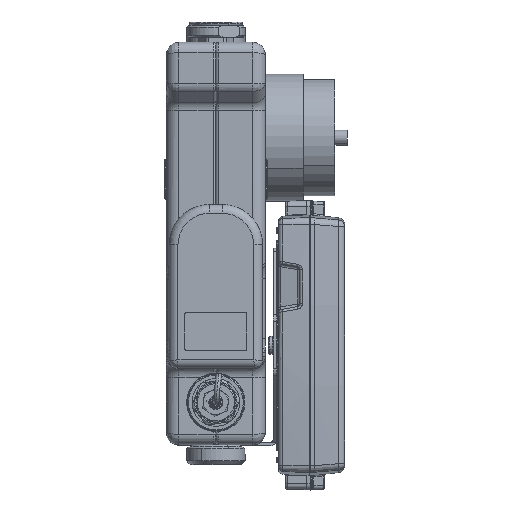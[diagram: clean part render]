
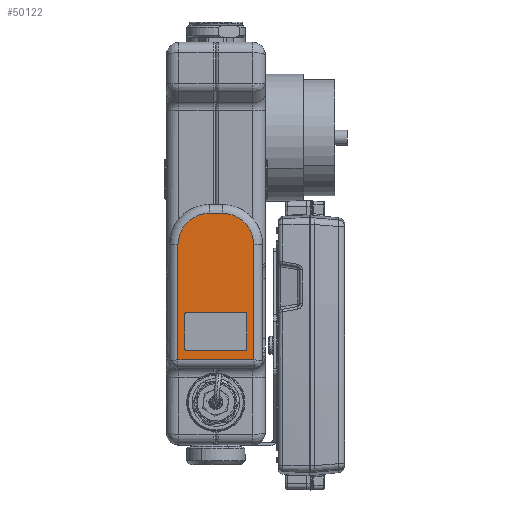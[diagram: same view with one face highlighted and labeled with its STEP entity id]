
A CAD part, top view. The second image highlights one B-rep face of the part: STEP entity #50122.
In plain terms, the highlighted planar face has unit normal (0, 0, 1).
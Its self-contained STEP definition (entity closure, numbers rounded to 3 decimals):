
#46868=CARTESIAN_POINT('Vertex',(504.411,62.07,90.9)) ;
#46878=CARTESIAN_POINT('Vertex',(547.311,62.07,90.9)) ;
#46881=CARTESIAN_POINT('Line Origine',(525.861,62.07,90.9)) ;
#47033=CARTESIAN_POINT('Line Origine',(504.411,103.52,90.9)) ;
#47037=CARTESIAN_POINT('Vertex',(504.411,127.22,90.9)) ;
#47057=CARTESIAN_POINT('Axis2P3D Location',(522.161,127.22,90.9)) ;
#47061=CARTESIAN_POINT('Vertex',(522.161,144.97,90.9)) ;
#47081=CARTESIAN_POINT('Line Origine',(525.861,144.97,90.9)) ;
#47085=CARTESIAN_POINT('Vertex',(529.561,144.97,90.9)) ;
#47105=CARTESIAN_POINT('Axis2P3D Location',(529.561,127.22,90.9)) ;
#47109=CARTESIAN_POINT('Vertex',(547.311,127.22,90.9)) ;
#47129=CARTESIAN_POINT('Line Origine',(547.311,103.52,90.9)) ;
#50043=CARTESIAN_POINT('Axis2P3D Location',(525.861,91.02,90.9)) ;
#50056=CARTESIAN_POINT('Line Origine',(525.861,89.07,90.9)) ;
#50060=CARTESIAN_POINT('Vertex',(542.361,89.07,90.9)) ;
#50062=CARTESIAN_POINT('Vertex',(509.361,89.07,90.9)) ;
#50065=CARTESIAN_POINT('Axis2P3D Location',(542.361,88.07,90.9)) ;
#50069=CARTESIAN_POINT('Vertex',(543.361,88.07,90.9)) ;
#50072=CARTESIAN_POINT('Line Origine',(543.361,78.07,90.9)) ;
#50076=CARTESIAN_POINT('Vertex',(543.361,68.07,90.9)) ;
#50079=CARTESIAN_POINT('Axis2P3D Location',(542.361,68.07,90.9)) ;
#50083=CARTESIAN_POINT('Vertex',(542.361,67.07,90.9)) ;
#50086=CARTESIAN_POINT('Line Origine',(525.861,67.07,90.9)) ;
#50090=CARTESIAN_POINT('Vertex',(509.361,67.07,90.9)) ;
#50093=CARTESIAN_POINT('Axis2P3D Location',(509.361,68.07,90.9)) ;
#50097=CARTESIAN_POINT('Vertex',(508.361,68.07,90.9)) ;
#50100=CARTESIAN_POINT('Line Origine',(508.361,78.07,90.9)) ;
#50104=CARTESIAN_POINT('Vertex',(508.361,88.07,90.9)) ;
#50107=CARTESIAN_POINT('Axis2P3D Location',(509.361,88.07,90.9)) ;
#46882=DIRECTION('Vector Direction',(1.,0.,0.)) ;
#47034=DIRECTION('Vector Direction',(0.,-1.,0.)) ;
#47058=DIRECTION('Axis2P3D Direction',(-0.,0.,-1.)) ;
#47082=DIRECTION('Vector Direction',(1.,0.,0.)) ;
#47106=DIRECTION('Axis2P3D Direction',(0.,0.,-1.)) ;
#47130=DIRECTION('Vector Direction',(0.,-1.,0.)) ;
#50044=DIRECTION('Axis2P3D Direction',(0.,0.,-1.)) ;
#50045=DIRECTION('Axis2P3D XDirection',(1.,0.,0.)) ;
#50057=DIRECTION('Vector Direction',(1.,0.,0.)) ;
#50066=DIRECTION('Axis2P3D Direction',(0.,0.,-1.)) ;
#50073=DIRECTION('Vector Direction',(0.,1.,0.)) ;
#50080=DIRECTION('Axis2P3D Direction',(0.,0.,-1.)) ;
#50087=DIRECTION('Vector Direction',(-1.,0.,0.)) ;
#50094=DIRECTION('Axis2P3D Direction',(0.,0.,-1.)) ;
#50101=DIRECTION('Vector Direction',(0.,-1.,0.)) ;
#50108=DIRECTION('Axis2P3D Direction',(0.,0.,-1.)) ;
#47059=AXIS2_PLACEMENT_3D('Circle Axis2P3D',#47057,#47058,$) ;
#47107=AXIS2_PLACEMENT_3D('Circle Axis2P3D',#47105,#47106,$) ;
#50046=AXIS2_PLACEMENT_3D('Plane Axis2P3D',#50043,#50044,#50045) ;
#50067=AXIS2_PLACEMENT_3D('Circle Axis2P3D',#50065,#50066,$) ;
#50081=AXIS2_PLACEMENT_3D('Circle Axis2P3D',#50079,#50080,$) ;
#50095=AXIS2_PLACEMENT_3D('Circle Axis2P3D',#50093,#50094,$) ;
#50109=AXIS2_PLACEMENT_3D('Circle Axis2P3D',#50107,#50108,$) ;
#50049=ORIENTED_EDGE('',*,*,#46885,.F.) ;
#50050=ORIENTED_EDGE('',*,*,#47133,.F.) ;
#50051=ORIENTED_EDGE('',*,*,#47111,.F.) ;
#50052=ORIENTED_EDGE('',*,*,#47087,.F.) ;
#50053=ORIENTED_EDGE('',*,*,#47063,.F.) ;
#50054=ORIENTED_EDGE('',*,*,#47039,.F.) ;
#50113=ORIENTED_EDGE('',*,*,#50064,.F.) ;
#50114=ORIENTED_EDGE('',*,*,#50071,.T.) ;
#50115=ORIENTED_EDGE('',*,*,#50078,.F.) ;
#50116=ORIENTED_EDGE('',*,*,#50085,.T.) ;
#50117=ORIENTED_EDGE('',*,*,#50092,.F.) ;
#50118=ORIENTED_EDGE('',*,*,#50099,.T.) ;
#50119=ORIENTED_EDGE('',*,*,#50106,.F.) ;
#50120=ORIENTED_EDGE('',*,*,#50111,.T.) ;
#50121=FACE_BOUND('',#50112,.T.) ;
#46883=VECTOR('Line Direction',#46882,1.) ;
#47035=VECTOR('Line Direction',#47034,1.) ;
#47083=VECTOR('Line Direction',#47082,1.) ;
#47131=VECTOR('Line Direction',#47130,1.) ;
#50058=VECTOR('Line Direction',#50057,1.) ;
#50074=VECTOR('Line Direction',#50073,1.) ;
#50088=VECTOR('Line Direction',#50087,1.) ;
#50102=VECTOR('Line Direction',#50101,1.) ;
#50122=ADVANCED_FACE('PartBody',(#50055,#50121),#50047,.F.) ;
#47060=CIRCLE('generated circle',#47059,17.75) ;
#47108=CIRCLE('generated circle',#47107,17.75) ;
#50068=CIRCLE('generated circle',#50067,1.) ;
#50082=CIRCLE('generated circle',#50081,1.) ;
#50096=CIRCLE('generated circle',#50095,1.) ;
#50110=CIRCLE('generated circle',#50109,1.) ;
#46885=EDGE_CURVE('',#46879,#46869,#46884,.F.) ;
#47039=EDGE_CURVE('',#46869,#47038,#47036,.F.) ;
#47063=EDGE_CURVE('',#47038,#47062,#47060,.T.) ;
#47087=EDGE_CURVE('',#47062,#47086,#47084,.T.) ;
#47111=EDGE_CURVE('',#47086,#47110,#47108,.T.) ;
#47133=EDGE_CURVE('',#47110,#46879,#47132,.T.) ;
#50064=EDGE_CURVE('',#50061,#50063,#50059,.F.) ;
#50071=EDGE_CURVE('',#50061,#50070,#50068,.T.) ;
#50078=EDGE_CURVE('',#50077,#50070,#50075,.T.) ;
#50085=EDGE_CURVE('',#50077,#50084,#50082,.T.) ;
#50092=EDGE_CURVE('',#50091,#50084,#50089,.F.) ;
#50099=EDGE_CURVE('',#50091,#50098,#50096,.T.) ;
#50106=EDGE_CURVE('',#50105,#50098,#50103,.T.) ;
#50111=EDGE_CURVE('',#50105,#50063,#50110,.T.) ;
#50048=EDGE_LOOP('',(#50049,#50050,#50051,#50052,#50053,#50054)) ;
#50112=EDGE_LOOP('',(#50113,#50114,#50115,#50116,#50117,#50118,#50119,#50120)) ;
#50055=FACE_OUTER_BOUND('',#50048,.T.) ;
#46884=LINE('Line',#46881,#46883) ;
#47036=LINE('Line',#47033,#47035) ;
#47084=LINE('Line',#47081,#47083) ;
#47132=LINE('Line',#47129,#47131) ;
#50059=LINE('Line',#50056,#50058) ;
#50075=LINE('Line',#50072,#50074) ;
#50089=LINE('Line',#50086,#50088) ;
#50103=LINE('Line',#50100,#50102) ;
#50047=PLANE('',#50046) ;
#46869=VERTEX_POINT('',#46868) ;
#46879=VERTEX_POINT('',#46878) ;
#47038=VERTEX_POINT('',#47037) ;
#47062=VERTEX_POINT('',#47061) ;
#47086=VERTEX_POINT('',#47085) ;
#47110=VERTEX_POINT('',#47109) ;
#50061=VERTEX_POINT('',#50060) ;
#50063=VERTEX_POINT('',#50062) ;
#50070=VERTEX_POINT('',#50069) ;
#50077=VERTEX_POINT('',#50076) ;
#50084=VERTEX_POINT('',#50083) ;
#50091=VERTEX_POINT('',#50090) ;
#50098=VERTEX_POINT('',#50097) ;
#50105=VERTEX_POINT('',#50104) ;
